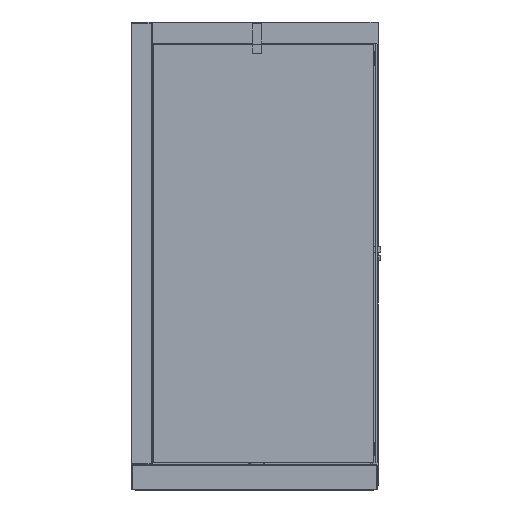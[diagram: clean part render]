
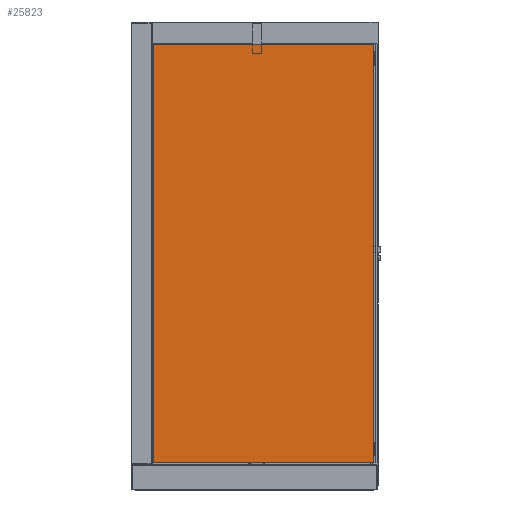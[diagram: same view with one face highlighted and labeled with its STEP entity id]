
A CAD part, left-side view. The second image highlights one B-rep face of the part: STEP entity #25823.
In plain terms, the highlighted face is planar.
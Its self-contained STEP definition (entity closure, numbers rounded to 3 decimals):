
#25760=CARTESIAN_POINT('',(1046.545,-1046.952,2095.0));
#25761=VERTEX_POINT('',#25760);
#25768=CARTESIAN_POINT('',(1046.545,-1046.952,110.0));
#25769=VERTEX_POINT('',#25768);
#25770=CARTESIAN_POINT('',(1046.545,-1046.952,110.0));
#25771=DIRECTION('',(0.0,0.0,1.0));
#25772=VECTOR('',#25771,1985.0);
#25773=LINE('',#25770,#25772);
#25774=EDGE_CURVE('',#25769,#25761,#25773,.T.);
#25793=CARTESIAN_POINT('',(1046.545,-1046.952,110.0));
#25794=DIRECTION('',(0.0,-1.0,0.0));
#25795=DIRECTION('',(0.0,0.0,-1.0));
#25796=AXIS2_PLACEMENT_3D('',#25793,#25794,#25795);
#25797=PLANE('',#25796);
#25798=CARTESIAN_POINT('',(1.545,-1046.952,2095.0));
#25799=VERTEX_POINT('',#25798);
#25800=CARTESIAN_POINT('',(1046.545,-1046.952,2095.0));
#25801=DIRECTION('',(-1.0,0.0,0.0));
#25802=VECTOR('',#25801,1045.0);
#25803=LINE('',#25800,#25802);
#25804=EDGE_CURVE('',#25761,#25799,#25803,.T.);
#25805=ORIENTED_EDGE('',*,*,#25804,.T.);
#25806=CARTESIAN_POINT('',(1.545,-1046.952,110.0));
#25807=VERTEX_POINT('',#25806);
#25808=CARTESIAN_POINT('',(1.545,-1046.952,110.0));
#25809=DIRECTION('',(0.0,0.0,1.0));
#25810=VECTOR('',#25809,1985.0);
#25811=LINE('',#25808,#25810);
#25812=EDGE_CURVE('',#25807,#25799,#25811,.T.);
#25813=ORIENTED_EDGE('',*,*,#25812,.F.);
#25814=CARTESIAN_POINT('',(1046.545,-1046.952,110.0));
#25815=DIRECTION('',(-1.0,0.0,0.0));
#25816=VECTOR('',#25815,1045.0);
#25817=LINE('',#25814,#25816);
#25818=EDGE_CURVE('',#25769,#25807,#25817,.T.);
#25819=ORIENTED_EDGE('',*,*,#25818,.F.);
#25820=ORIENTED_EDGE('',*,*,#25774,.T.);
#25821=EDGE_LOOP('',(#25805,#25813,#25819,#25820));
#25822=FACE_OUTER_BOUND('',#25821,.T.);
#25823=ADVANCED_FACE('',(#25822),#25797,.T.);
